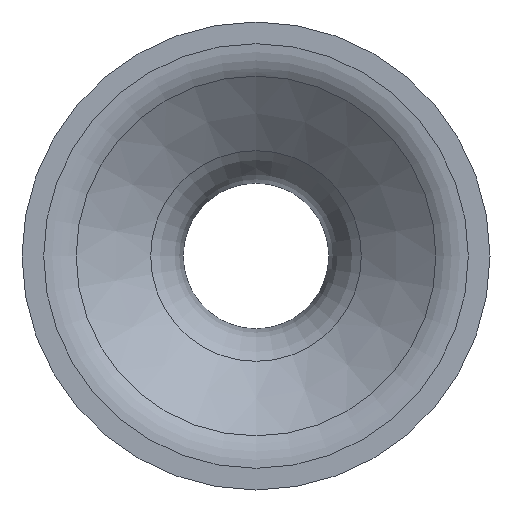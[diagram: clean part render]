
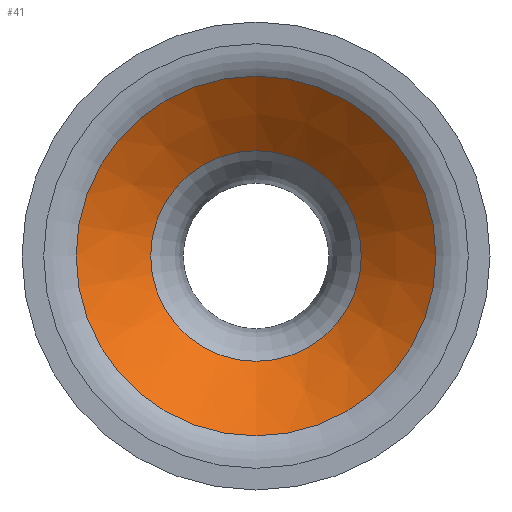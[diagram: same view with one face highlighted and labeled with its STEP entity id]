
A CAD part, left-side view. The second image highlights one B-rep face of the part: STEP entity #41.
In plain terms, the highlighted conical face has half-angle 51.35 degrees and reference radius 6.077 mm.
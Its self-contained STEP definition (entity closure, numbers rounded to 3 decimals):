
#41 = ADVANCED_FACE( '', ( #88, #89 ), #90, .F. );
#88 = FACE_OUTER_BOUND( '', #147, .T. );
#89 = FACE_BOUND( '', #148, .T. );
#90 = CONICAL_SURFACE( '', #149, 6.077, 0.896 );
#147 = EDGE_LOOP( '', ( #204 ) );
#148 = EDGE_LOOP( '', ( #205 ) );
#149 = AXIS2_PLACEMENT_3D( '', #206, #207, #208 );
#204 = ORIENTED_EDGE( '', *, *, #274, .T. );
#205 = ORIENTED_EDGE( '', *, *, #276, .F. );
#206 = CARTESIAN_POINT( '', ( -10.905, 0., 0. ) );
#207 = DIRECTION( '', ( -1., 0., 0. ) );
#208 = DIRECTION( '', ( 0., 0., 1. ) );
#274 = EDGE_CURVE( '', #303, #303, #304, .T. );
#276 = EDGE_CURVE( '', #306, #306, #307, .T. );
#303 = VERTEX_POINT( '', #342 );
#304 = CIRCLE( '', #343, 10.376 );
#306 = VERTEX_POINT( '', #345 );
#307 = CIRCLE( '', #346, 6.077 );
#342 = CARTESIAN_POINT( '', ( -14.343, 0., 10.376 ) );
#343 = AXIS2_PLACEMENT_3D( '', #382, #383, #384 );
#345 = CARTESIAN_POINT( '', ( -10.905, 0., 6.077 ) );
#346 = AXIS2_PLACEMENT_3D( '', #385, #386, #387 );
#382 = CARTESIAN_POINT( '', ( -14.343, 0., 0. ) );
#383 = DIRECTION( '', ( -1., 0., 0. ) );
#384 = DIRECTION( '', ( 0., 0., 1. ) );
#385 = CARTESIAN_POINT( '', ( -10.905, 0., 0. ) );
#386 = DIRECTION( '', ( -1., 0., 0. ) );
#387 = DIRECTION( '', ( 0., 0., 1. ) );
